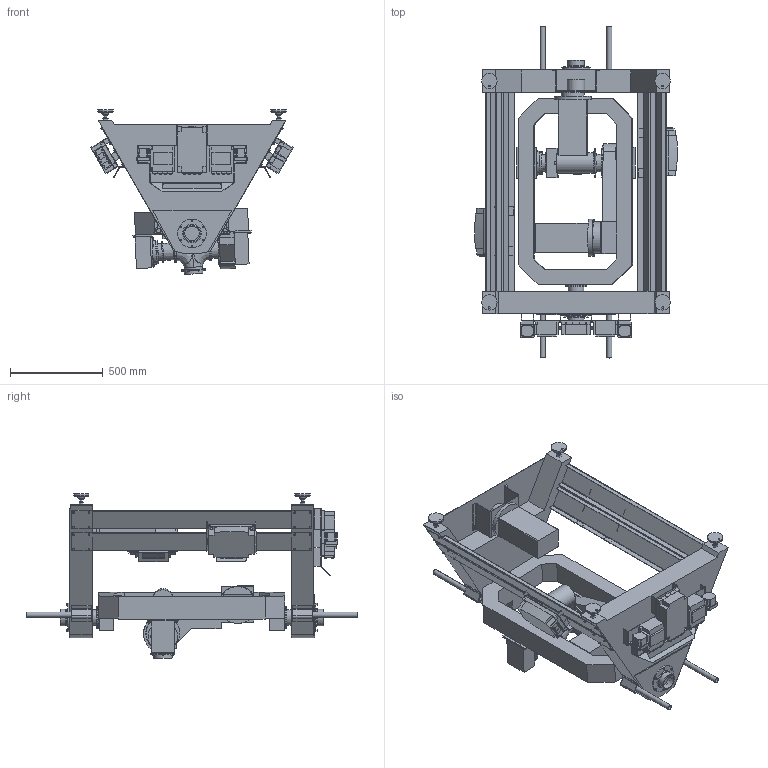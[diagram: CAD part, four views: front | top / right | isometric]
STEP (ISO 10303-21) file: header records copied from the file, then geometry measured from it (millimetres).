
FILE_DESCRIPTION(/* description */ (''),/* implementation_level */ '2;1');
FILE_NAME(/* name */ '45076_Multi Directional Drive XL.stp',/* time_stamp */ '2016-06-09T11:43:28+02:00',/* author */ ('guzb562'),/* organization */ (''),/* preprocessor_version */ 'ST-DEVELOPER v16.1',/* originating_system */ 'Autodesk Inventor 2016',/* authorisation */ '');
FILE_SCHEMA (('AUTOMOTIVE_DESIGN { 1 0 10303 214 3 1 1 }'));
Length unit declared in the file: millimetre
Products named in the file (4): 45076_MDDxl; 45076_Mddxl_Schwenker; rohr halterung; MDD 3d
Assembly tree (6 placements, depth 2):
  MDD 3d
    45076_MDDxl
    45076_Mddxl_Schwenker
    rohr halterung  x4
Bounding box: 1087.93 x 1785 x 885.64 mm (x, y, z)
Volume: 152431313 mm3; surface area: 8082451.6 mm2
Topology: 16 solids, 25 shells, 1513 faces, 3640 edges, 2348 vertices
Faces by surface type: plane 1045, cylinder 314, bspline 71, cone 67, torus 16
Full cylindrical faces by diameter (mm): 7.1 x6, 8.5 x4, 9 x9, 9.333 x1, 9.38 x4, 9.44 x1, 9.52 x8, 9.596 x4, 9.61 x1, 9.668 x2, 9.797 x2, 9.819 x8, 9.84 x4, 9.843 x4, 9.939 x4, 9.992 x4, 10 x26, 10.021 x2, 10.16 x1, 10.226 x2, 10.328 x1, 10.381 x1, 10.568 x1, 11.035 x1, 13.284 x4, 16 x2, 16.011 x4, 19.732 x4, 23.961 x4, 27.816 x4
Entity records: 44508 total; most frequent: CARTESIAN_POINT 8891, DIRECTION 7090, ORIENTED_EDGE 6784, EDGE_CURVE 3378, LINE 2374, VECTOR 2374, AXIS2_PLACEMENT_3D 2358, VERTEX_POINT 2303
